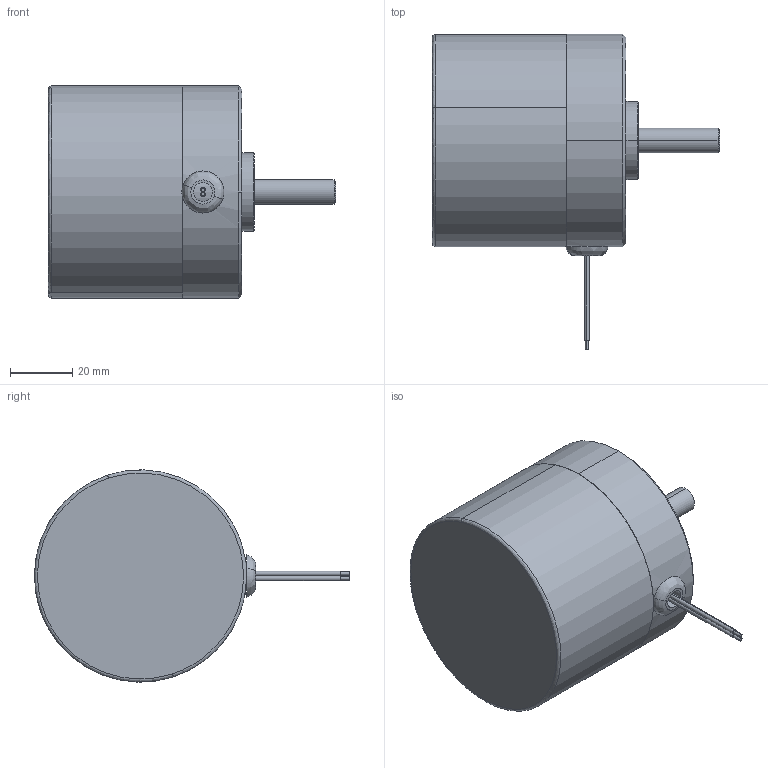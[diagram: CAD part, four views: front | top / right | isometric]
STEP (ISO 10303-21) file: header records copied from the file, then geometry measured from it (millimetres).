
FILE_DESCRIPTION (( 'STEP AP203' ), '1' );
FILE_NAME ('BF6862.STEP', '2025-12-01T07:05:02', ( '' ), ( '' ), 'SwSTEP 2.0', 'SolidWorks 2024', '' );
FILE_SCHEMA (( 'CONFIG_CONTROL_DESIGN' ));
Length unit declared in the file: millimetre
Products named in the file (1): BF6862
Bounding box: 92 x 101 x 68 mm (x, y, z)
Surface area: 51649.1 mm2 (no closed solid volume)
Topology: 0 solids, 7 shells, 191 faces, 430 edges, 266 vertices
Faces by surface type: cylinder 77, cone 58, plane 48, bspline 8
Entity records: 6096 total; most frequent: CARTESIAN_POINT 1673, DIRECTION 1003, ORIENTED_EDGE 828, AXIS2_PLACEMENT_3D 420, EDGE_CURVE 414, VERTEX_POINT 266, CIRCLE 236, EDGE_LOOP 228
